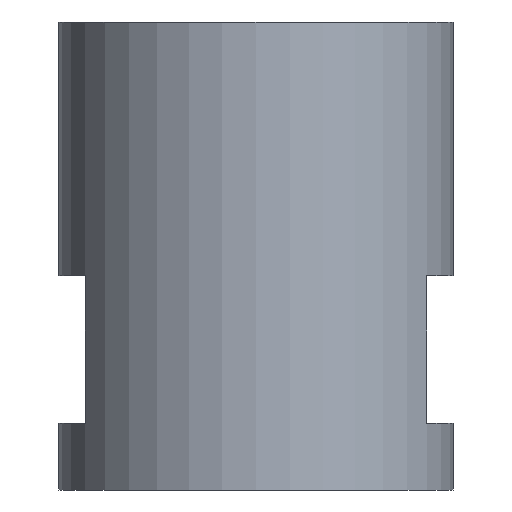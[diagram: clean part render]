
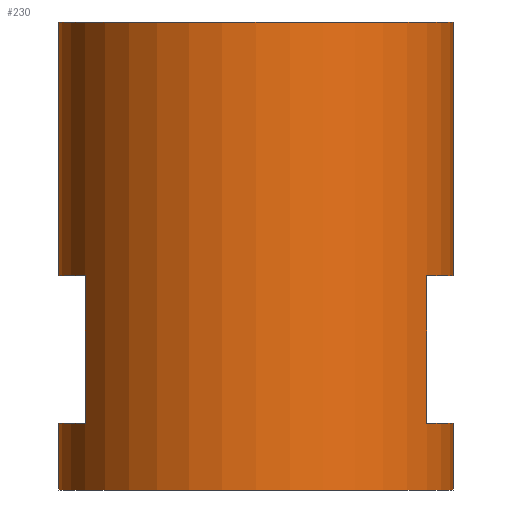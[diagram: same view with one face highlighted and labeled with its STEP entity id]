
A CAD part, left-side view. The second image highlights one B-rep face of the part: STEP entity #230.
In plain terms, the highlighted cylindrical face has radius 10.16 mm (diameter 20.32 mm), a full revolution.
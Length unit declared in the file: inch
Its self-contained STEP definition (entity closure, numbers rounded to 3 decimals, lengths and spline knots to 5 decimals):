
#17=FACE_BOUND('',#47,.T.);
#18=FACE_BOUND('',#48,.T.);
#22=CYLINDRICAL_SURFACE('',#266,0.4);
#32=FACE_OUTER_BOUND('',#46,.T.);
#46=EDGE_LOOP('',(#195,#196,#197,#198));
#47=EDGE_LOOP('',(#199,#200,#201,#202));
#48=EDGE_LOOP('',(#203,#204,#205,#206));
#59=LINE('',#363,#77);
#61=LINE('',#368,#79);
#64=LINE('',#374,#82);
#68=LINE('',#387,#86);
#70=LINE('',#398,#88);
#77=VECTOR('',#293,0.3937);
#79=VECTOR('',#297,0.3937);
#82=VECTOR('',#302,0.3937);
#86=VECTOR('',#320,0.3937);
#88=VECTOR('',#332,0.4);
#90=CIRCLE('',#249,0.4);
#92=CIRCLE('',#252,0.4);
#94=CIRCLE('',#258,0.4);
#96=CIRCLE('',#261,0.4);
#99=CIRCLE('',#267,0.4);
#100=CIRCLE('',#268,0.4);
#103=VERTEX_POINT('',#344);
#104=VERTEX_POINT('',#346);
#107=VERTEX_POINT('',#353);
#108=VERTEX_POINT('',#355);
#110=VERTEX_POINT('',#361);
#112=VERTEX_POINT('',#367);
#114=VERTEX_POINT('',#373);
#116=VERTEX_POINT('',#382);
#119=VERTEX_POINT('',#395);
#120=VERTEX_POINT('',#397);
#123=EDGE_CURVE('',#104,#103,#90,.T.);
#127=EDGE_CURVE('',#108,#107,#92,.T.);
#131=EDGE_CURVE('',#103,#110,#59,.T.);
#133=EDGE_CURVE('',#112,#108,#61,.T.);
#136=EDGE_CURVE('',#114,#104,#64,.T.);
#139=EDGE_CURVE('',#110,#114,#94,.T.);
#141=EDGE_CURVE('',#116,#112,#96,.T.);
#144=EDGE_CURVE('',#107,#116,#68,.T.);
#148=EDGE_CURVE('',#119,#119,#99,.T.);
#149=EDGE_CURVE('',#119,#120,#70,.T.);
#150=EDGE_CURVE('',#120,#120,#100,.T.);
#195=ORIENTED_EDGE('',*,*,#148,.F.);
#196=ORIENTED_EDGE('',*,*,#149,.T.);
#197=ORIENTED_EDGE('',*,*,#150,.T.);
#198=ORIENTED_EDGE('',*,*,#149,.F.);
#199=ORIENTED_EDGE('',*,*,#139,.T.);
#200=ORIENTED_EDGE('',*,*,#136,.T.);
#201=ORIENTED_EDGE('',*,*,#123,.T.);
#202=ORIENTED_EDGE('',*,*,#131,.T.);
#203=ORIENTED_EDGE('',*,*,#141,.T.);
#204=ORIENTED_EDGE('',*,*,#133,.T.);
#205=ORIENTED_EDGE('',*,*,#127,.T.);
#206=ORIENTED_EDGE('',*,*,#144,.T.);
#230=ADVANCED_FACE('',(#32,#17,#18),#22,.T.);
#249=AXIS2_PLACEMENT_3D('',#347,#278,#279);
#252=AXIS2_PLACEMENT_3D('',#356,#286,#287);
#258=AXIS2_PLACEMENT_3D('',#378,#308,#309);
#261=AXIS2_PLACEMENT_3D('',#383,#314,#315);
#266=AXIS2_PLACEMENT_3D('',#394,#328,#329);
#267=AXIS2_PLACEMENT_3D('',#396,#330,#331);
#268=AXIS2_PLACEMENT_3D('',#399,#333,#334);
#278=DIRECTION('center_axis',(0.,0.,-1.));
#279=DIRECTION('ref_axis',(1.,0.,0.));
#286=DIRECTION('center_axis',(0.,0.,-1.));
#287=DIRECTION('ref_axis',(1.,0.,0.));
#293=DIRECTION('',(0.,0.,1.));
#297=DIRECTION('',(0.,0.,-1.));
#302=DIRECTION('',(0.,0.,-1.));
#308=DIRECTION('center_axis',(0.,0.,1.));
#309=DIRECTION('ref_axis',(1.,0.,0.));
#314=DIRECTION('center_axis',(0.,0.,1.));
#315=DIRECTION('ref_axis',(1.,0.,0.));
#320=DIRECTION('',(0.,0.,1.));
#328=DIRECTION('center_axis',(0.,0.,1.));
#329=DIRECTION('ref_axis',(1.,0.,0.));
#330=DIRECTION('center_axis',(0.,0.,1.));
#331=DIRECTION('ref_axis',(1.,0.,0.));
#332=DIRECTION('',(0.,0.,-1.));
#333=DIRECTION('center_axis',(0.,0.,1.));
#334=DIRECTION('ref_axis',(1.,0.,0.));
#344=CARTESIAN_POINT('',(-0.2,-0.34641,0.135));
#346=CARTESIAN_POINT('',(0.2,-0.34641,0.135));
#347=CARTESIAN_POINT('Origin',(0.,0.,0.135));
#353=CARTESIAN_POINT('',(0.2,0.34641,0.135));
#355=CARTESIAN_POINT('',(-0.2,0.34641,0.135));
#356=CARTESIAN_POINT('Origin',(0.,0.,0.135));
#361=CARTESIAN_POINT('',(-0.2,-0.34641,0.435));
#363=CARTESIAN_POINT('',(-0.2,-0.34641,0.));
#367=CARTESIAN_POINT('',(-0.2,0.34641,0.435));
#368=CARTESIAN_POINT('',(-0.2,0.34641,0.));
#373=CARTESIAN_POINT('',(0.2,-0.34641,0.435));
#374=CARTESIAN_POINT('',(0.2,-0.34641,0.));
#378=CARTESIAN_POINT('Origin',(0.,0.,0.435));
#382=CARTESIAN_POINT('',(0.2,0.34641,0.435));
#383=CARTESIAN_POINT('Origin',(0.,0.,0.435));
#387=CARTESIAN_POINT('',(0.2,0.34641,0.));
#394=CARTESIAN_POINT('Origin',(0.,0.,0.));
#395=CARTESIAN_POINT('',(-0.4,0.,0.95));
#396=CARTESIAN_POINT('Origin',(0.,0.,0.95));
#397=CARTESIAN_POINT('',(-0.4,0.,0.));
#398=CARTESIAN_POINT('',(-0.4,0.,0.));
#399=CARTESIAN_POINT('Origin',(0.,0.,0.));
